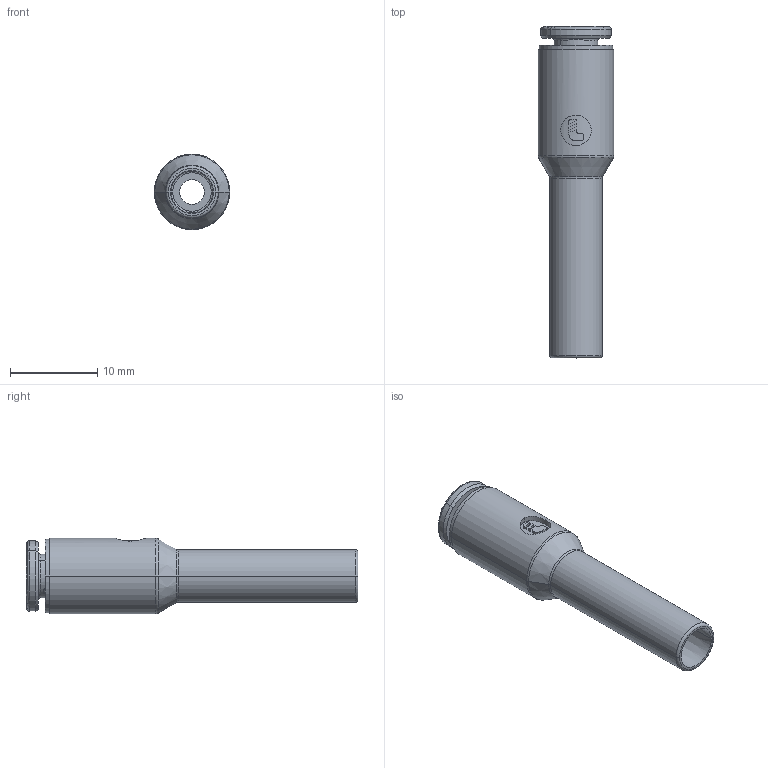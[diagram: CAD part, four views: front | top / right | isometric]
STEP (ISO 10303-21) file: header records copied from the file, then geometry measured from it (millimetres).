
FILE_DESCRIPTION(('STEP AP214'),'1');
FILE_NAME('6866_04_06.stp','2016-07-07T14:45:23',('TraceParts'),('TraceParts S.A.'),'Spatial InterOp 3D',' ',' ');
FILE_SCHEMA(('automotive_design'));
Length unit declared in the file: millimetre
Products named in the file (6): 6866 04 06|44104-64_ASM_1596#44104-64_ASM|44104-26_1592#44104-26;Solide1; 6866 04 06|44104-64_ASM_1596#44104-64_ASM|44104_1593#44104;Solide1; 6866 04 06|44104-64_ASM_1596#44104-64_ASM|44104-27_1594#44104-27;Solide1; 6866 04 06|44104-64_ASM_1596#44104-64_ASM|44124-20_1595#44124-20;Solide1; 6866 04 06|44524-21_1591#44524-21;Solide1; 6866 04 06|44104-11-10_ASS_1597#44104-11-10_ASS;Solide1
Bounding box: 8.65 x 37.99 x 8.65 mm (x, y, z)
Volume: 857.7 mm3; surface area: 2174.8 mm2
Topology: 6 solids, 6 shells, 655 faces, 1673 edges, 1046 vertices
Faces by surface type: plane 200, bspline 165, cylinder 123, torus 94, cone 69, sphere 4
Entity records: 28648 total; most frequent: CARTESIAN_POINT 8020, ORIENTED_EDGE 3338, DIRECTION 2986, EDGE_CURVE 1669, AXIS2_PLACEMENT_3D 1133, VERTEX_POINT 1046, LINE 720, VECTOR 720
